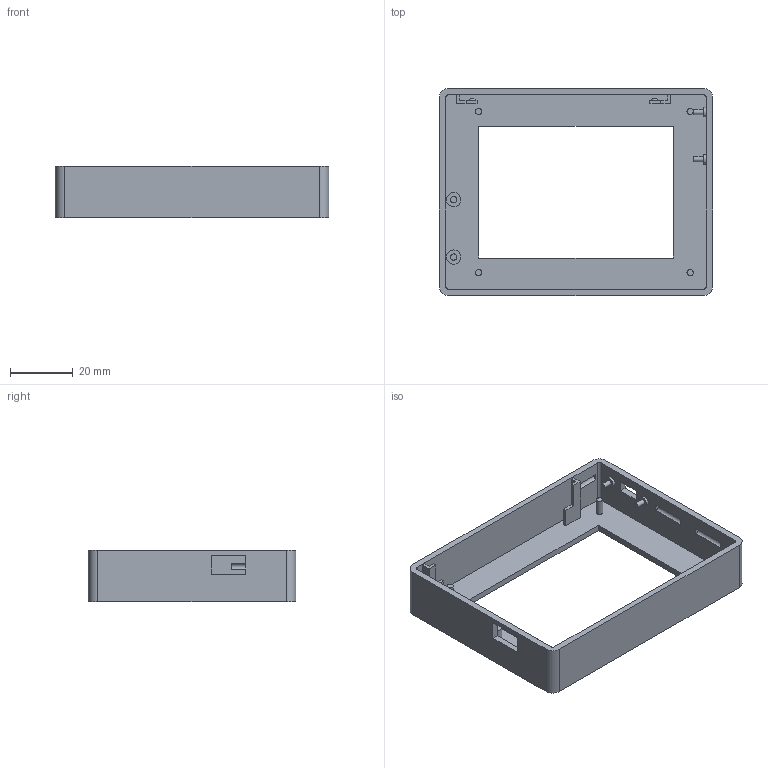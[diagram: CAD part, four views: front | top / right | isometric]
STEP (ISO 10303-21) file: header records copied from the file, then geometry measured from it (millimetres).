
FILE_DESCRIPTION(/* description */ (''),/* implementation_level */ '2;1');
FILE_NAME(/* name */ 'Front Case v27.step',/* time_stamp */ '2021-07-27T22:21:32-05:00',/* author */ (''),/* organization */ (''),/* preprocessor_version */ 'ST-DEVELOPER v18.1',/* originating_system */ 'Autodesk Translation Framework v10.9.0.1377',/* authorisation */ '');
FILE_SCHEMA (('AUTOMOTIVE_DESIGN { 1 0 10303 214 3 1 1 }'));
Length unit declared in the file: millimetre
Products named in the file (1): Front Case
Bounding box: 87 x 66 x 16.5 mm (x, y, z)
Volume: 14983.1 mm3; surface area: 16675.7 mm2
Topology: 1 solids, 1 shells, 106 faces, 236 edges, 157 vertices
Faces by surface type: plane 74, cylinder 30, bspline 2
Full cylindrical faces by diameter (mm): 1.5 x2, 2 x6, 3 x2, 4.5 x2
Entity records: 3027 total; most frequent: CARTESIAN_POINT 552, DIRECTION 512, ORIENTED_EDGE 472, EDGE_CURVE 236, AXIS2_PLACEMENT_3D 171, LINE 170, VECTOR 170, VERTEX_POINT 157
